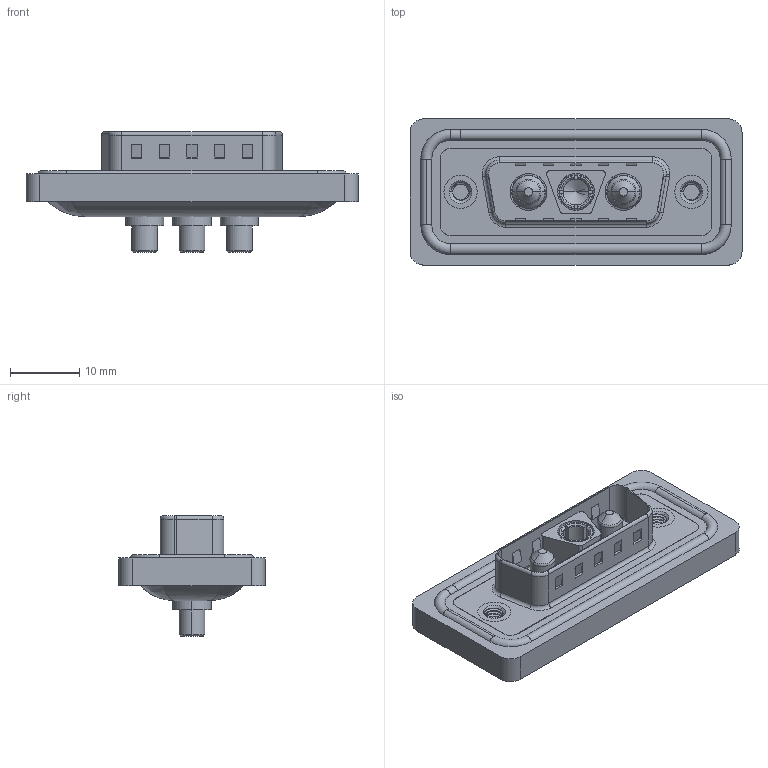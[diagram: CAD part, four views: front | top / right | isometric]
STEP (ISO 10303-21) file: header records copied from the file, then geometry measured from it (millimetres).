
FILE_DESCRIPTION (( 'STEP AP203' ), '1' );
FILE_NAME ('627W3WK3324-4NA.STEP', '2024-03-19T18:18:10', ( '' ), ( '' ), 'SwSTEP 2.0', 'SolidWorks 2023', '' );
FILE_SCHEMA (( 'CONFIG_CONTROL_DESIGN' ));
Length unit declared in the file: millimetre
Products named in the file (8): 627Combo Housing_3WK3; Power Pin_40A S; 627W3WK3324-4NA; 627Combo Waterproof Housing_15 Contacts; Power Socket_40A S; 627Combo Threaded Rivet_A; 627Combo Shell Front_15 Contacts; 627Combo Shell Rear_15 Contacts
Assembly tree (9 placements, depth 2):
  627W3WK3324-4NA
    627Combo Housing_3WK3
    627Combo Waterproof Housing_15 Contacts
    627Combo Shell Rear_15 Contacts
    627Combo Shell Front_15 Contacts
    627Combo Threaded Rivet_A  x2
    Power Socket_40A S
    Power Pin_40A S  x2
Bounding box: 47.9 x 21.1 x 17.4 mm (x, y, z)
Volume: 5745.1 mm3; surface area: 9157.3 mm2
Topology: 13 solids, 13 shells, 607 faces, 1510 edges, 950 vertices
Faces by surface type: cylinder 252, plane 231, torus 72, cone 39, bspline 13
Entity records: 19349 total; most frequent: CARTESIAN_POINT 5249, DIRECTION 2871, ORIENTED_EDGE 2704, EDGE_CURVE 1352, AXIS2_PLACEMENT_3D 1082, VERTEX_POINT 858, LINE 707, VECTOR 707
